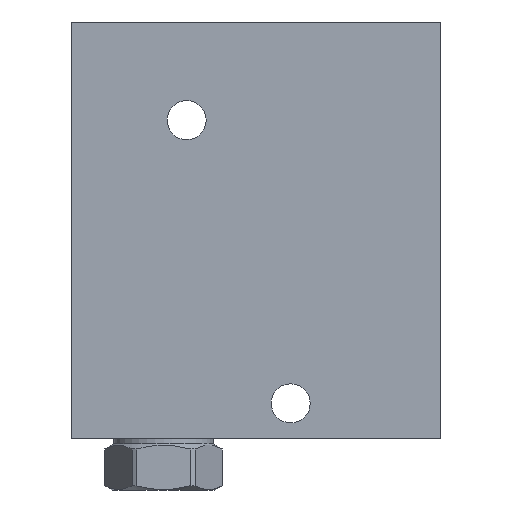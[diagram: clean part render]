
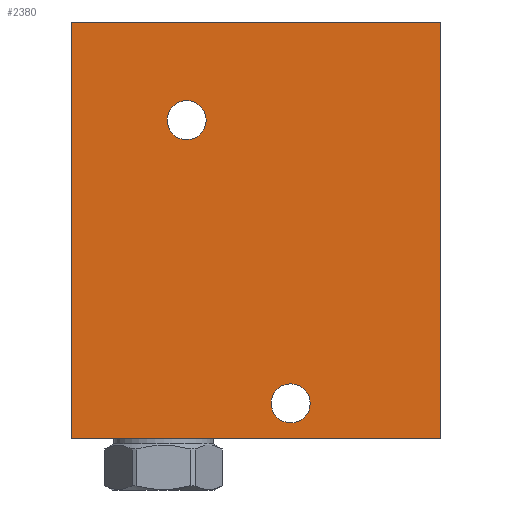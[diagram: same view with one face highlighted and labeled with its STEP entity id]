
A CAD part, front view. The second image highlights one B-rep face of the part: STEP entity #2380.
In plain terms, the highlighted planar face has unit normal (0, -1, 0).
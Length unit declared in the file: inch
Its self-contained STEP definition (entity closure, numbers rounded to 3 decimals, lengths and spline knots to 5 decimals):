
#5=DIRECTION('',(1.,0.,0.));
#6=VECTOR('',#5,4.);
#7=CARTESIAN_POINT('',(0.,-1.5,0.));
#8=LINE('',#7,#6);
#85=DIRECTION('',(0.,0.,1.));
#86=VECTOR('',#85,4.5);
#87=CARTESIAN_POINT('',(4.,-1.5,0.));
#88=LINE('',#87,#86);
#109=DIRECTION('',(0.,0.,1.));
#110=VECTOR('',#109,4.5);
#111=CARTESIAN_POINT('',(0.,-1.5,0.));
#112=LINE('',#111,#110);
#113=CARTESIAN_POINT('',(1.25,-1.5,3.438));
#114=DIRECTION('',(0.,-1.,0.));
#115=DIRECTION('',(-1.,0.,0.));
#116=AXIS2_PLACEMENT_3D('',#113,#114,#115);
#118=CARTESIAN_POINT('',(1.25,-1.5,3.438));
#119=DIRECTION('',(0.,-1.,0.));
#120=DIRECTION('',(1.,0.,0.));
#121=AXIS2_PLACEMENT_3D('',#118,#119,#120);
#123=CARTESIAN_POINT('',(2.375,-1.5,0.375));
#124=DIRECTION('',(0.,-1.,0.));
#125=DIRECTION('',(-1.,0.,0.));
#126=AXIS2_PLACEMENT_3D('',#123,#124,#125);
#128=CARTESIAN_POINT('',(2.375,-1.5,0.375));
#129=DIRECTION('',(0.,-1.,0.));
#130=DIRECTION('',(1.,0.,0.));
#131=AXIS2_PLACEMENT_3D('',#128,#129,#130);
#145=DIRECTION('',(1.,0.,0.));
#146=VECTOR('',#145,4.);
#147=CARTESIAN_POINT('',(0.,-1.5,4.5));
#148=LINE('',#147,#146);
#1951=CARTESIAN_POINT('',(0.,-1.5,0.));
#1953=VERTEX_POINT('',#1951);
#1954=CARTESIAN_POINT('',(4.,-1.5,0.));
#1955=VERTEX_POINT('',#1954);
#1959=CARTESIAN_POINT('',(0.,-1.5,4.5));
#1961=VERTEX_POINT('',#1959);
#1962=CARTESIAN_POINT('',(4.,-1.5,4.5));
#1963=VERTEX_POINT('',#1962);
#2115=CARTESIAN_POINT('',(1.039,-1.5,3.438));
#2116=CARTESIAN_POINT('',(1.461,-1.5,3.438));
#2117=VERTEX_POINT('',#2115);
#2118=VERTEX_POINT('',#2116);
#2123=CARTESIAN_POINT('',(2.164,-1.5,0.375));
#2124=CARTESIAN_POINT('',(2.586,-1.5,0.375));
#2125=VERTEX_POINT('',#2123);
#2126=VERTEX_POINT('',#2124);
#2356=CARTESIAN_POINT('',(0.,-1.5,0.));
#2357=DIRECTION('',(0.,-1.,0.));
#2358=DIRECTION('',(1.,0.,0.));
#2359=AXIS2_PLACEMENT_3D('',#2356,#2357,#2358);
#2360=PLANE('',#2359);
#2361=ORIENTED_EDGE('',*,*,#2256,.F.);
#2362=ORIENTED_EDGE('',*,*,#2281,.T.);
#2364=ORIENTED_EDGE('',*,*,#2363,.T.);
#2365=ORIENTED_EDGE('',*,*,#2336,.F.);
#2366=EDGE_LOOP('',(#2361,#2362,#2364,#2365));
#2367=FACE_OUTER_BOUND('',#2366,.F.);
#2369=ORIENTED_EDGE('',*,*,#2368,.T.);
#2371=ORIENTED_EDGE('',*,*,#2370,.T.);
#2372=EDGE_LOOP('',(#2369,#2371));
#2373=FACE_BOUND('',#2372,.F.);
#2375=ORIENTED_EDGE('',*,*,#2374,.T.);
#2377=ORIENTED_EDGE('',*,*,#2376,.T.);
#2378=EDGE_LOOP('',(#2375,#2377));
#2379=FACE_BOUND('',#2378,.F.);
#2380=ADVANCED_FACE('',(#2367,#2373,#2379),#2360,.T.);
#117=CIRCLE('',#116,0.211);
#122=CIRCLE('',#121,0.211);
#127=CIRCLE('',#126,0.211);
#132=CIRCLE('',#131,0.211);
#2256=EDGE_CURVE('',#1953,#1955,#8,.T.);
#2281=EDGE_CURVE('',#1953,#1961,#112,.T.);
#2336=EDGE_CURVE('',#1955,#1963,#88,.T.);
#2363=EDGE_CURVE('',#1961,#1963,#148,.T.);
#2368=EDGE_CURVE('',#2117,#2118,#117,.T.);
#2370=EDGE_CURVE('',#2118,#2117,#122,.T.);
#2374=EDGE_CURVE('',#2125,#2126,#127,.T.);
#2376=EDGE_CURVE('',#2126,#2125,#132,.T.);
